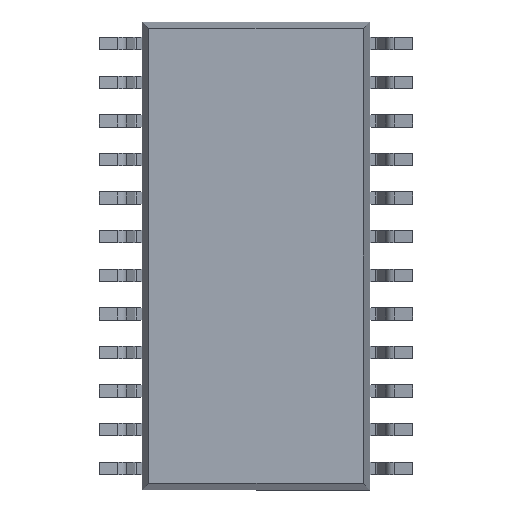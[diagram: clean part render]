
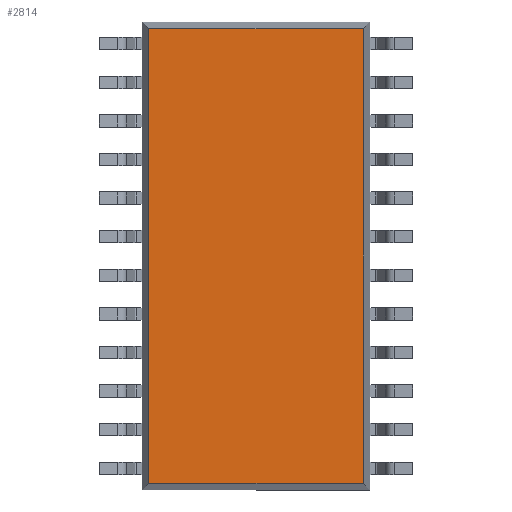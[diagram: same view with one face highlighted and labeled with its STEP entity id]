
A CAD part, front view. The second image highlights one B-rep face of the part: STEP entity #2814.
In plain terms, the highlighted planar face has unit normal (0, -1, 0).
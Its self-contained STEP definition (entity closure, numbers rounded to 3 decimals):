
#300 = CARTESIAN_POINT ( 'NONE',  ( 3.528, 0.3, -7.478 ) ) ;
#335 = CARTESIAN_POINT ( 'NONE',  ( -3.528, 0.3, -7.478 ) ) ;
#447 = ORIENTED_EDGE ( 'NONE', *, *, #4427, .T. ) ;
#895 = CARTESIAN_POINT ( 'NONE',  ( 3.75, 0.3, 7.478 ) ) ;
#957 = DIRECTION ( 'NONE',  ( -1., 0., 0. ) ) ;
#1126 = ORIENTED_EDGE ( 'NONE', *, *, #1271, .T. ) ;
#1132 = VECTOR ( 'NONE', #5972, 1000. ) ;
#1271 = EDGE_CURVE ( 'NONE', #3197, #4615, #1966, .T. ) ;
#1430 = VECTOR ( 'NONE', #6515, 1000. ) ;
#1959 = ORIENTED_EDGE ( 'NONE', *, *, #2877, .T. ) ;
#1966 = LINE ( 'NONE', #3821, #1430 ) ;
#2217 = DIRECTION ( 'NONE',  ( 0., 0., 1. ) ) ;
#2642 = CARTESIAN_POINT ( 'NONE',  ( -3.528, 0.3, 7.7 ) ) ;
#2814 = ADVANCED_FACE ( 'NONE', ( #10238 ), #7652, .T. ) ;
#2877 = EDGE_CURVE ( 'NONE', #4615, #5811, #5530, .T. ) ;
#3197 = VERTEX_POINT ( 'NONE', #335 ) ;
#3375 = LINE ( 'NONE', #895, #4950 ) ;
#3392 = CARTESIAN_POINT ( 'NONE',  ( 0., 0.3, 0. ) ) ;
#3821 = CARTESIAN_POINT ( 'NONE',  ( -3.75, 0.3, -7.478 ) ) ;
#4137 = AXIS2_PLACEMENT_3D ( 'NONE', #3392, #7704, #9399 ) ;
#4427 = EDGE_CURVE ( 'NONE', #8590, #3197, #8538, .T. ) ;
#4615 = VERTEX_POINT ( 'NONE', #300 ) ;
#4950 = VECTOR ( 'NONE', #957, 1000. ) ;
#5149 = CARTESIAN_POINT ( 'NONE',  ( -3.528, 0.3, 7.478 ) ) ;
#5530 = LINE ( 'NONE', #6477, #6467 ) ;
#5811 = VERTEX_POINT ( 'NONE', #7908 ) ;
#5972 = DIRECTION ( 'NONE',  ( 0., 0., -1. ) ) ;
#6467 = VECTOR ( 'NONE', #2217, 1000. ) ;
#6477 = CARTESIAN_POINT ( 'NONE',  ( 3.528, 0.3, -7.7 ) ) ;
#6515 = DIRECTION ( 'NONE',  ( 1., 0., 0. ) ) ;
#6545 = EDGE_CURVE ( 'NONE', #5811, #8590, #3375, .T. ) ;
#6931 = ORIENTED_EDGE ( 'NONE', *, *, #6545, .T. ) ;
#7652 = PLANE ( 'NONE',  #4137 ) ;
#7704 = DIRECTION ( 'NONE',  ( 0., -1., 0. ) ) ;
#7908 = CARTESIAN_POINT ( 'NONE',  ( 3.528, 0.3, 7.478 ) ) ;
#8005 = EDGE_LOOP ( 'NONE', ( #1126, #1959, #6931, #447 ) ) ;
#8538 = LINE ( 'NONE', #2642, #1132 ) ;
#8590 = VERTEX_POINT ( 'NONE', #5149 ) ;
#9399 = DIRECTION ( 'NONE',  ( 0., 0., -1. ) ) ;
#10238 = FACE_OUTER_BOUND ( 'NONE', #8005, .T. ) ;
